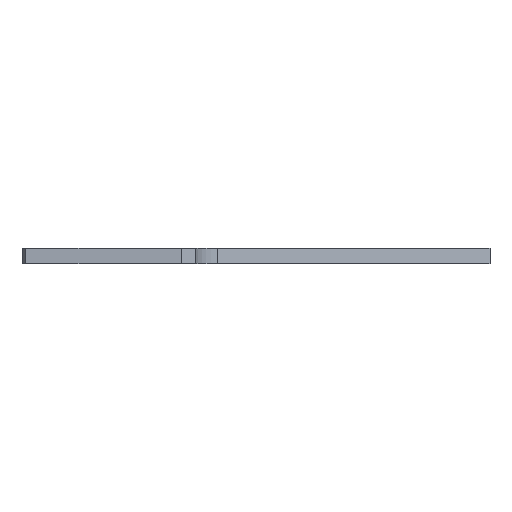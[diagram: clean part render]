
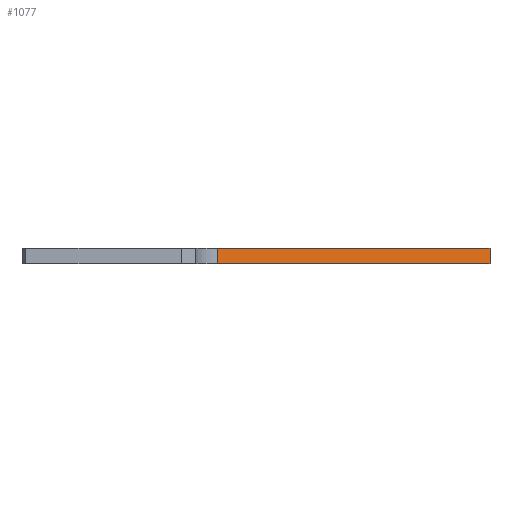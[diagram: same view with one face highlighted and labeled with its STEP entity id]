
A CAD part, front view. The second image highlights one B-rep face of the part: STEP entity #1077.
In plain terms, the highlighted planar face has unit normal (0.5, -0.866, 0).
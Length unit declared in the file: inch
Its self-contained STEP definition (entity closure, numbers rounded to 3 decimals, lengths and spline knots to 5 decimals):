
#34 = EDGE_LOOP ( 'NONE', ( #662, #244, #311, #949 ) ) ;
#67 = VECTOR ( 'NONE', #804, 39.37008 ) ;
#72 = DIRECTION ( 'NONE',  ( -0.5, 0.866, 0. ) ) ;
#73 = VERTEX_POINT ( 'NONE', #1054 ) ;
#131 = CARTESIAN_POINT ( 'NONE',  ( 0.62, -0.21362, 0. ) ) ;
#181 = EDGE_CURVE ( 'NONE', #550, #853, #882, .T. ) ;
#212 = CARTESIAN_POINT ( 'NONE',  ( 2.17267, 0.68282, 0.09 ) ) ;
#238 = LINE ( 'NONE', #596, #622 ) ;
#244 = ORIENTED_EDGE ( 'NONE', *, *, #616, .T. ) ;
#247 = EDGE_CURVE ( 'NONE', #853, #638, #238, .T. ) ;
#264 = DIRECTION ( 'NONE',  ( 0., 0., 1. ) ) ;
#311 = ORIENTED_EDGE ( 'NONE', *, *, #743, .T. ) ;
#357 = VECTOR ( 'NONE', #1098, 39.37008 ) ;
#532 = CARTESIAN_POINT ( 'NONE',  ( 0.495, -0.28579, 0.09 ) ) ;
#541 = LINE ( 'NONE', #569, #67 ) ;
#550 = VERTEX_POINT ( 'NONE', #212 ) ;
#569 = CARTESIAN_POINT ( 'NONE',  ( 0.495, -0.28579, 0.09 ) ) ;
#596 = CARTESIAN_POINT ( 'NONE',  ( 0.495, -0.28579, 0. ) ) ;
#616 = EDGE_CURVE ( 'NONE', #550, #73, #541, .T. ) ;
#622 = VECTOR ( 'NONE', #760, 39.37008 ) ;
#638 = VERTEX_POINT ( 'NONE', #1082 ) ;
#662 = ORIENTED_EDGE ( 'NONE', *, *, #181, .F. ) ;
#679 = DIRECTION ( 'NONE',  ( 0., 0., -1. ) ) ;
#743 = EDGE_CURVE ( 'NONE', #73, #638, #834, .T. ) ;
#760 = DIRECTION ( 'NONE',  ( -0.866, -0.5, 0. ) ) ;
#777 = PLANE ( 'NONE',  #996 ) ;
#804 = DIRECTION ( 'NONE',  ( -0.866, -0.5, 0. ) ) ;
#834 = LINE ( 'NONE', #131, #357 ) ;
#836 = VECTOR ( 'NONE', #679, 39.37008 ) ;
#845 = CARTESIAN_POINT ( 'NONE',  ( 2.17267, 0.68282, 0.09 ) ) ;
#853 = VERTEX_POINT ( 'NONE', #1028 ) ;
#878 = FACE_OUTER_BOUND ( 'NONE', #34, .T. ) ;
#882 = LINE ( 'NONE', #845, #836 ) ;
#949 = ORIENTED_EDGE ( 'NONE', *, *, #247, .F. ) ;
#996 = AXIS2_PLACEMENT_3D ( 'NONE', #532, #72, #264 ) ;
#1028 = CARTESIAN_POINT ( 'NONE',  ( 2.17267, 0.68282, 0. ) ) ;
#1054 = CARTESIAN_POINT ( 'NONE',  ( 0.62, -0.21362, 0.09 ) ) ;
#1077 = ADVANCED_FACE ( 'NONE', ( #878 ), #777, .F. ) ;
#1082 = CARTESIAN_POINT ( 'NONE',  ( 0.62, -0.21362, 0. ) ) ;
#1098 = DIRECTION ( 'NONE',  ( 0., 0., -1. ) ) ;
